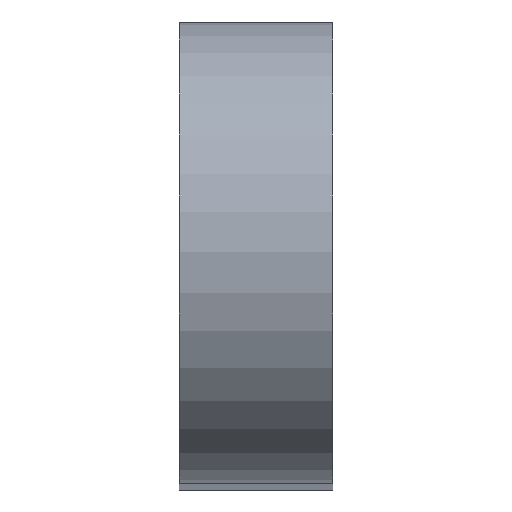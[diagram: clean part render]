
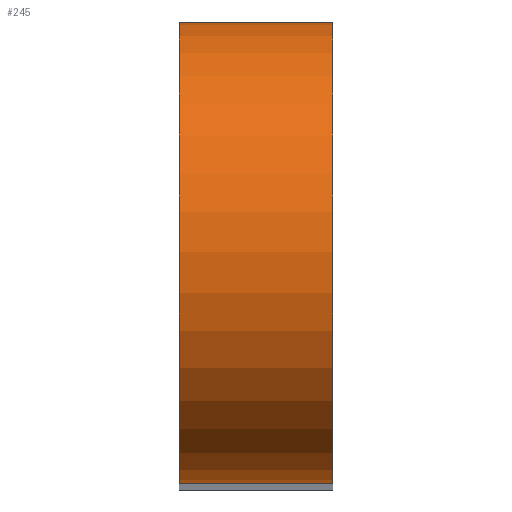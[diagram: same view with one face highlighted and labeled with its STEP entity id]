
A CAD part, top view. The second image highlights one B-rep face of the part: STEP entity #245.
In plain terms, the highlighted cylindrical face has radius 15 mm (diameter 30 mm), a partial arc.
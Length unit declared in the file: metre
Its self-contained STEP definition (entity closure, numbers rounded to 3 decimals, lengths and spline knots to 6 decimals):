
#1=CARTESIAN_POINT('',(-0.005,0.,0.11));
#2=DIRECTION('',(1.,0.,0.));
#3=DIRECTION('',(0.,1.,0.));
#4=AXIS2_PLACEMENT_3D('',#1,#2,#3);
#38=DIRECTION('',(-1.,0.,0.));
#39=VECTOR('',#38,0.01);
#40=CARTESIAN_POINT('',(0.005,0.015,0.11));
#41=LINE('',#40,#39);
#66=DIRECTION('',(-1.,0.,0.));
#67=VECTOR('',#66,0.01);
#68=CARTESIAN_POINT('',(0.005,-0.015,0.11));
#69=LINE('',#68,#67);
#70=CARTESIAN_POINT('',(0.005,0.,0.11));
#71=DIRECTION('',(-1.,0.,0.));
#72=DIRECTION('',(0.,-1.,0.));
#73=AXIS2_PLACEMENT_3D('',#70,#71,#72);
#163=CARTESIAN_POINT('',(-0.005,0.015,0.11));
#164=CARTESIAN_POINT('',(-0.005,-0.015,0.11));
#165=VERTEX_POINT('',#163);
#166=VERTEX_POINT('',#164);
#167=CARTESIAN_POINT('',(0.005,0.015,0.11));
#168=VERTEX_POINT('',#167);
#169=CARTESIAN_POINT('',(0.005,-0.015,0.11));
#170=VERTEX_POINT('',#169);
#231=CARTESIAN_POINT('',(0.024048,0.,0.11));
#232=DIRECTION('',(-1.,0.,0.));
#233=DIRECTION('',(0.,-1.,0.));
#234=AXIS2_PLACEMENT_3D('',#231,#232,#233);
#235=CYLINDRICAL_SURFACE('',#234,0.015);
#236=ORIENTED_EDGE('',*,*,#208,.F.);
#238=ORIENTED_EDGE('',*,*,#237,.F.);
#240=ORIENTED_EDGE('',*,*,#239,.F.);
#242=ORIENTED_EDGE('',*,*,#241,.T.);
#243=EDGE_LOOP('',(#236,#238,#240,#242));
#244=FACE_OUTER_BOUND('',#243,.F.);
#245=ADVANCED_FACE('',(#244),#235,.T.);
#5=CIRCLE('',#4,0.015);
#74=CIRCLE('',#73,0.015);
#208=EDGE_CURVE('',#165,#166,#5,.T.);
#237=EDGE_CURVE('',#168,#165,#41,.T.);
#239=EDGE_CURVE('',#170,#168,#74,.T.);
#241=EDGE_CURVE('',#170,#166,#69,.T.);
